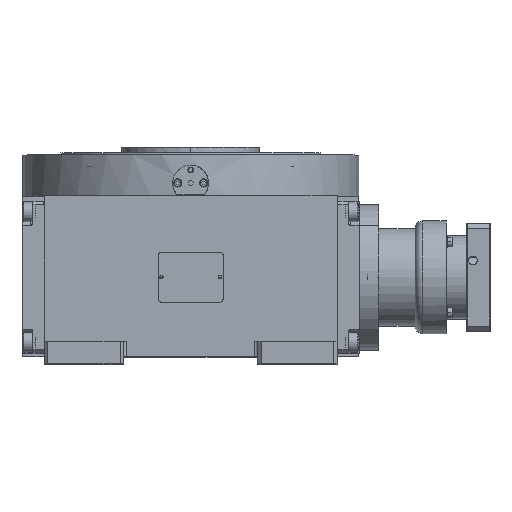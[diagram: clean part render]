
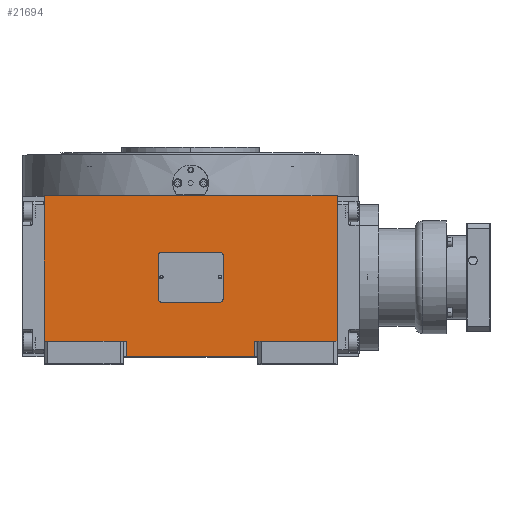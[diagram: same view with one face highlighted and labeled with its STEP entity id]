
A CAD part, top view. The second image highlights one B-rep face of the part: STEP entity #21694.
In plain terms, the highlighted planar face has unit normal (0, 0, 1).
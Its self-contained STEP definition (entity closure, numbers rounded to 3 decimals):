
#1305=DIRECTION('',(0.,-1.,0.));
#1306=VECTOR('',#1305,134.);
#1307=CARTESIAN_POINT('',(-135.,75.,226.));
#1308=LINE('',#1307,#1306);
#1462=DIRECTION('',(-1.,0.,0.));
#1463=VECTOR('',#1462,270.);
#1464=CARTESIAN_POINT('',(135.,75.,226.));
#1465=LINE('',#1464,#1463);
#2479=DIRECTION('',(-1.,0.,0.));
#2480=VECTOR('',#2479,76.);
#2481=CARTESIAN_POINT('',(-59.,-59.,226.));
#2482=LINE('',#2481,#2480);
#2483=DIRECTION('',(0.,-1.,0.));
#2484=VECTOR('',#2483,134.);
#2485=CARTESIAN_POINT('',(135.,75.,226.));
#2486=LINE('',#2485,#2484);
#2487=DIRECTION('',(-1.,0.,0.));
#2488=VECTOR('',#2487,76.);
#2489=CARTESIAN_POINT('',(135.,-59.,226.));
#2490=LINE('',#2489,#2488);
#2491=DIRECTION('',(-1.,0.,0.));
#2492=VECTOR('',#2491,118.);
#2493=CARTESIAN_POINT('',(59.,-73.,226.));
#2494=LINE('',#2493,#2492);
#2495=CARTESIAN_POINT('',(-27.,-20.,226.));
#2496=DIRECTION('',(0.,0.,1.));
#2497=DIRECTION('',(-1.,0.,0.));
#2498=AXIS2_PLACEMENT_3D('',#2495,#2496,#2497);
#2500=CARTESIAN_POINT('',(27.,-20.,226.));
#2501=DIRECTION('',(0.,0.,1.));
#2502=DIRECTION('',(0.,-1.,0.));
#2503=AXIS2_PLACEMENT_3D('',#2500,#2501,#2502);
#2505=CARTESIAN_POINT('',(27.,20.,226.));
#2506=DIRECTION('',(0.,0.,1.));
#2507=DIRECTION('',(1.,0.,0.));
#2508=AXIS2_PLACEMENT_3D('',#2505,#2506,#2507);
#2510=CARTESIAN_POINT('',(-27.,20.,226.));
#2511=DIRECTION('',(0.,0.,1.));
#2512=DIRECTION('',(0.,1.,0.));
#2513=AXIS2_PLACEMENT_3D('',#2510,#2511,#2512);
#2515=DIRECTION('',(0.,-1.,0.));
#2516=VECTOR('',#2515,14.);
#2517=CARTESIAN_POINT('',(-59.,-59.,226.));
#2518=LINE('',#2517,#2516);
#2531=DIRECTION('',(0.,1.,0.));
#2532=VECTOR('',#2531,14.);
#2533=CARTESIAN_POINT('',(59.,-73.,226.));
#2534=LINE('',#2533,#2532);
#2539=DIRECTION('',(0.,1.,0.));
#2540=VECTOR('',#2539,40.);
#2541=CARTESIAN_POINT('',(-30.,-20.,226.));
#2542=LINE('',#2541,#2540);
#2551=DIRECTION('',(1.,0.,0.));
#2552=VECTOR('',#2551,54.);
#2553=CARTESIAN_POINT('',(-27.,23.,226.));
#2554=LINE('',#2553,#2552);
#2563=DIRECTION('',(0.,-1.,0.));
#2564=VECTOR('',#2563,40.);
#2565=CARTESIAN_POINT('',(30.,20.,226.));
#2566=LINE('',#2565,#2564);
#2575=DIRECTION('',(-1.,0.,0.));
#2576=VECTOR('',#2575,54.);
#2577=CARTESIAN_POINT('',(27.,-23.,226.));
#2578=LINE('',#2577,#2576);
#13566=CARTESIAN_POINT('',(59.,-59.,226.));
#13567=VERTEX_POINT('',#13566);
#13568=CARTESIAN_POINT('',(135.,-59.,226.));
#13569=VERTEX_POINT('',#13568);
#13586=CARTESIAN_POINT('',(-59.,-73.,226.));
#13587=VERTEX_POINT('',#13586);
#13588=CARTESIAN_POINT('',(59.,-73.,226.));
#13589=VERTEX_POINT('',#13588);
#13614=CARTESIAN_POINT('',(-135.,-59.,226.));
#13615=VERTEX_POINT('',#13614);
#13616=CARTESIAN_POINT('',(-59.,-59.,226.));
#13617=VERTEX_POINT('',#13616);
#13626=CARTESIAN_POINT('',(-135.,75.,226.));
#13627=VERTEX_POINT('',#13626);
#13688=CARTESIAN_POINT('',(135.,75.,226.));
#13689=VERTEX_POINT('',#13688);
#13965=CARTESIAN_POINT('',(-30.,-20.,226.));
#13966=CARTESIAN_POINT('',(-30.,20.,226.));
#13967=VERTEX_POINT('',#13965);
#13968=VERTEX_POINT('',#13966);
#13969=CARTESIAN_POINT('',(-27.,-23.,226.));
#13970=VERTEX_POINT('',#13969);
#13971=CARTESIAN_POINT('',(27.,-23.,226.));
#13972=VERTEX_POINT('',#13971);
#13973=CARTESIAN_POINT('',(30.,-20.,226.));
#13974=VERTEX_POINT('',#13973);
#13975=CARTESIAN_POINT('',(30.,20.,226.));
#13976=VERTEX_POINT('',#13975);
#13977=CARTESIAN_POINT('',(27.,23.,226.));
#13978=VERTEX_POINT('',#13977);
#13979=CARTESIAN_POINT('',(-27.,23.,226.));
#13980=VERTEX_POINT('',#13979);
#21659=CARTESIAN_POINT('',(-135.,-73.,226.));
#21660=DIRECTION('',(0.,0.,1.));
#21661=DIRECTION('',(1.,0.,0.));
#21662=AXIS2_PLACEMENT_3D('',#21659,#21660,#21661);
#21663=PLANE('',#21662);
#21665=ORIENTED_EDGE('',*,*,#21664,.F.);
#21666=ORIENTED_EDGE('',*,*,#19374,.T.);
#21667=ORIENTED_EDGE('',*,*,#19451,.F.);
#21668=ORIENTED_EDGE('',*,*,#19646,.F.);
#21669=ORIENTED_EDGE('',*,*,#21629,.T.);
#21670=ORIENTED_EDGE('',*,*,#19186,.T.);
#21672=ORIENTED_EDGE('',*,*,#21671,.F.);
#21673=ORIENTED_EDGE('',*,*,#19266,.T.);
#21674=EDGE_LOOP('',(#21665,#21666,#21667,#21668,#21669,#21670,#21672,#21673));
#21675=FACE_OUTER_BOUND('',#21674,.F.);
#21677=ORIENTED_EDGE('',*,*,#21676,.F.);
#21679=ORIENTED_EDGE('',*,*,#21678,.T.);
#21681=ORIENTED_EDGE('',*,*,#21680,.F.);
#21683=ORIENTED_EDGE('',*,*,#21682,.T.);
#21685=ORIENTED_EDGE('',*,*,#21684,.F.);
#21687=ORIENTED_EDGE('',*,*,#21686,.T.);
#21689=ORIENTED_EDGE('',*,*,#21688,.F.);
#21691=ORIENTED_EDGE('',*,*,#21690,.T.);
#21692=EDGE_LOOP('',(#21677,#21679,#21681,#21683,#21685,#21687,#21689,#21691));
#21693=FACE_BOUND('',#21692,.F.);
#21694=ADVANCED_FACE('',(#21675,#21693),#21663,.T.);
#2499=CIRCLE('',#2498,3.);
#2504=CIRCLE('',#2503,3.);
#2509=CIRCLE('',#2508,3.);
#2514=CIRCLE('',#2513,3.);
#19186=EDGE_CURVE('',#13569,#13567,#2490,.T.);
#19266=EDGE_CURVE('',#13589,#13587,#2494,.T.);
#19374=EDGE_CURVE('',#13617,#13615,#2482,.T.);
#19451=EDGE_CURVE('',#13627,#13615,#1308,.T.);
#19646=EDGE_CURVE('',#13689,#13627,#1465,.T.);
#21629=EDGE_CURVE('',#13689,#13569,#2486,.T.);
#21664=EDGE_CURVE('',#13617,#13587,#2518,.T.);
#21671=EDGE_CURVE('',#13589,#13567,#2534,.T.);
#21676=EDGE_CURVE('',#13967,#13968,#2542,.T.);
#21678=EDGE_CURVE('',#13967,#13970,#2499,.T.);
#21680=EDGE_CURVE('',#13972,#13970,#2578,.T.);
#21682=EDGE_CURVE('',#13972,#13974,#2504,.T.);
#21684=EDGE_CURVE('',#13976,#13974,#2566,.T.);
#21686=EDGE_CURVE('',#13976,#13978,#2509,.T.);
#21688=EDGE_CURVE('',#13980,#13978,#2554,.T.);
#21690=EDGE_CURVE('',#13980,#13968,#2514,.T.);
